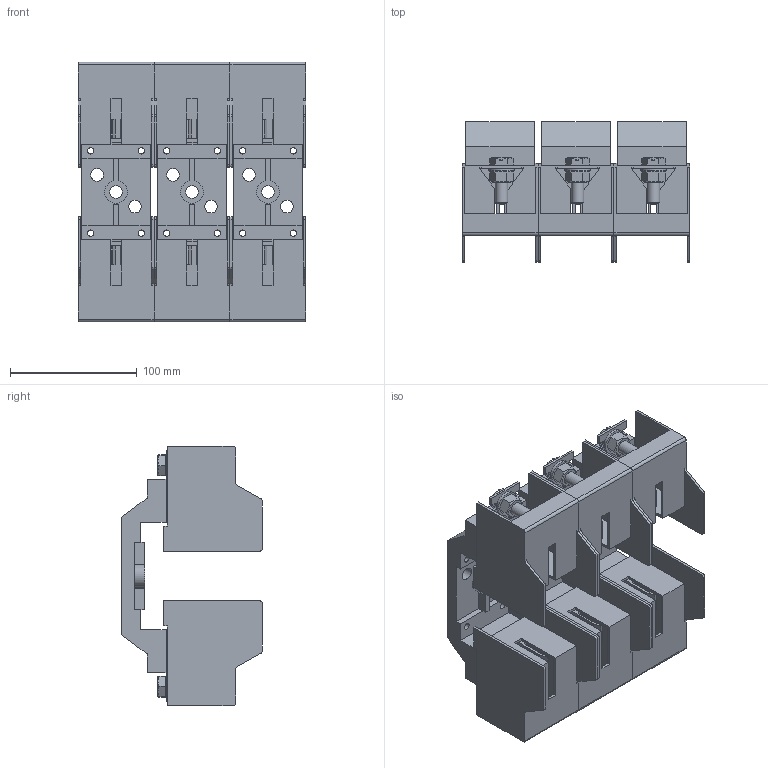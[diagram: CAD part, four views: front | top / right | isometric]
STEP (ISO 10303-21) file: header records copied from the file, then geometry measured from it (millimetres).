
FILE_DESCRIPTION((''),'2;1');
FILE_NAME('03763.stp','2011-09-20T13:51:17',('rauch'),(''),'Autodesk Inventor 2012','Autodesk Inventor 2012','');
FILE_SCHEMA(('AUTOMOTIVE_DESIGN { 1 0 10303 214 1 1 1 1 }'));
Length unit declared in the file: millimetre
Products named in the file (9): 03763; 79383000; 30761000; 30761000_MIR1; Bolt GB 29.1-88 M10x30; DIN EN 24033 M10; DIN 125-1 A A 10,5; 79383000_MIR; 79436000
Assembly tree (33 placements, depth 2):
  03763
    79383000  x3
    30761000  x3
    30761000_MIR1  x3
    Bolt GB 29.1-88 M10x30  x6
    DIN EN 24033 M10  x6
    DIN 125-1 A A 10,5  x6
    79383000_MIR  x3
    79436000  x3
Bounding box: 180 x 111 x 205 mm (x, y, z)
Volume: 704723.2 mm3; surface area: 375020.2 mm2
Topology: 33 solids, 33 shells, 789 faces, 2118 edges, 1395 vertices
Faces by surface type: plane 585, cylinder 138, cone 66
Full cylindrical faces by diameter (mm): 5 x12, 8.376 x6, 10 x21, 10.5 x6, 14.6 x6, 20 x6
Entity records: 7475 total; most frequent: CARTESIAN_POINT 1313, DIRECTION 1186, ORIENTED_EDGE 1182, EDGE_CURVE 591, VECTOR 470, LINE 470, VERTEX_POINT 401, AXIS2_PLACEMENT_3D 358
